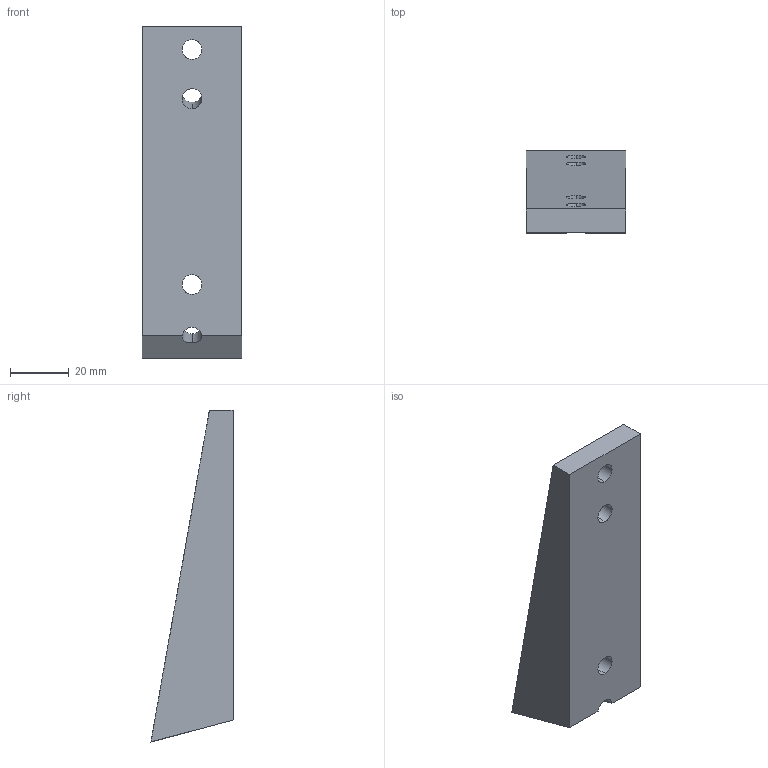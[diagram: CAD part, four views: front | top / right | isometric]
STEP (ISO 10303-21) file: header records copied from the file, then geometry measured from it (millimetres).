
FILE_DESCRIPTION (( 'STEP AP214' ), '1' );
FILE_NAME ('GIN-SC03-34_Support crémaillère 34mm.STEP', '2022-04-20T08:28:04', ( '' ), ( '' ), 'SwSTEP 2.0', 'SolidWorks 2021', '' );
FILE_SCHEMA (( 'AUTOMOTIVE_DESIGN' ));
Length unit declared in the file: millimetre
Products named in the file (1): GIN-SC03-34_Support cr幦aill鋨e 34mm
Bounding box: 34 x 27.92 x 113 mm (x, y, z)
Volume: 62942 mm3; surface area: 13730.5 mm2
Topology: 1 solids, 1 shells, 14 faces, 39 edges, 26 vertices
Faces by surface type: cylinder 8, plane 6
Entity records: 589 total; most frequent: CARTESIAN_POINT 110, ORIENTED_EDGE 78, DIRECTION 67, EDGE_CURVE 39, VERTEX_POINT 26, AXIS2_PLACEMENT_3D 23, LINE 21, EDGE_LOOP 21
